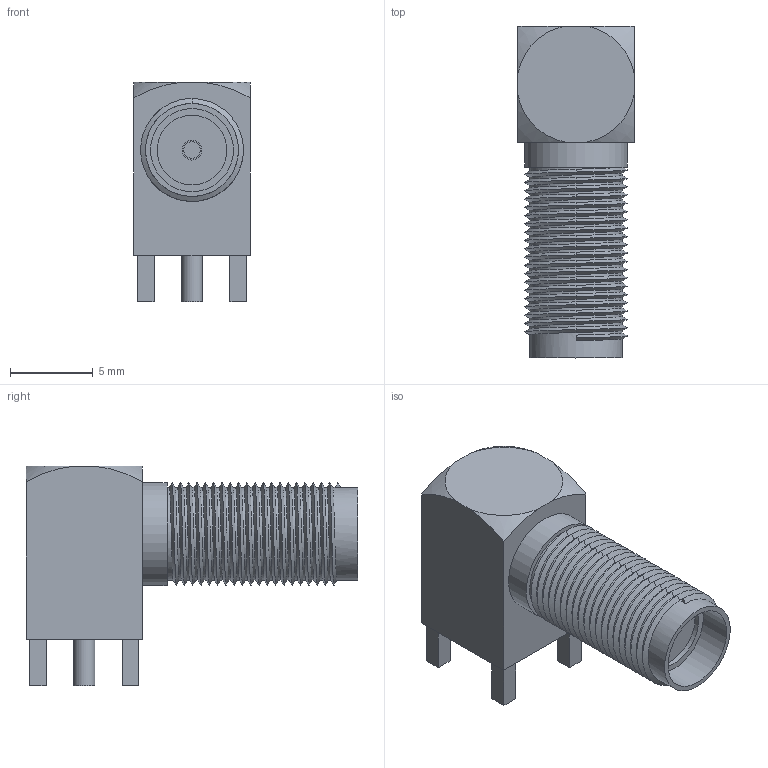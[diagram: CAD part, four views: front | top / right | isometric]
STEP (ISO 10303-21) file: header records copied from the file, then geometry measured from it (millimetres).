
FILE_DESCRIPTION(('FreeCAD Model'),'2;1');
FILE_NAME('RF2-49B-T-00-50-G.step', '2020-03-17T00:51:36',('Author'),(''), 'Open CASCADE STEP processor 7.3','FreeCAD','Unknown');
FILE_SCHEMA(('AUTOMOTIVE_DESIGN { 1 0 10303 214 1 1 1 1 }'));
Length unit declared in the file: millimetre
Products named in the file (3): SMA; White1; White2
Bounding box: 7 x 20 x 13.25 mm (x, y, z)
Volume: 815.6 mm3; surface area: 947.3 mm2
Topology: 3 solids, 3 shells, 118 faces, 280 edges, 180 vertices
Faces by surface type: bspline 42, plane 40, cylinder 32, revolution 4
Full cylindrical faces by diameter (mm): 1 x1, 1.1 x1, 1.2 x1, 1.27 x1, 4 x1, 4.1 x1, 4.2 x2, 5 x1, 5.6 x21, 6.2 x1
Entity records: 21092 total; most frequent: CARTESIAN_POINT 15421, DIRECTION 585, ORIENTED_EDGE 560, PCURVE 560, DEFINITIONAL_REPRESENTATION 560, B_SPLINE_CURVE_WITH_KNOTS 435, LINE 359, VECTOR 359
